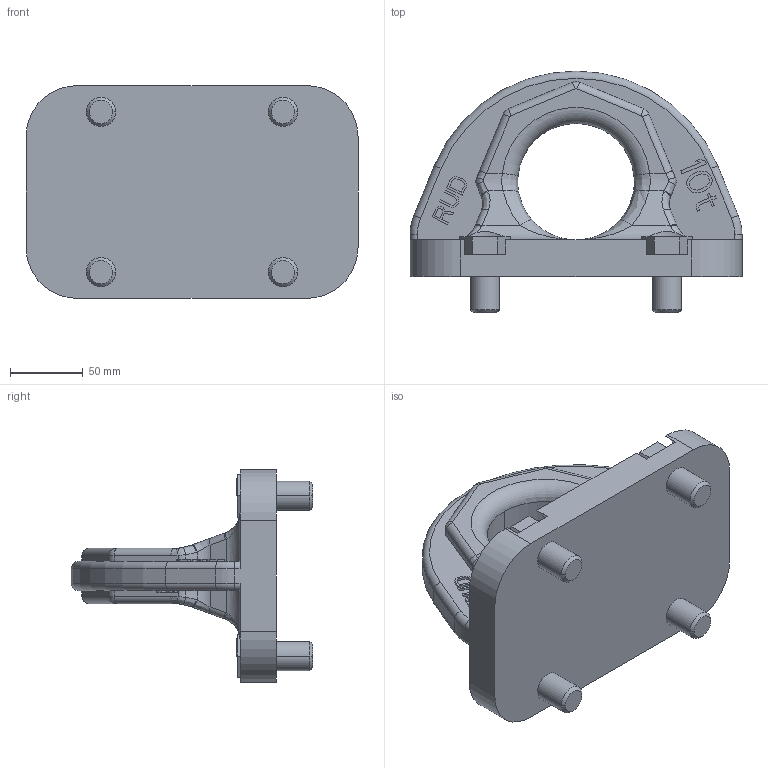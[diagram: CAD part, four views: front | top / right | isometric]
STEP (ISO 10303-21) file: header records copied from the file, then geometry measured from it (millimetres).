
FILE_DESCRIPTION((''),'2;1');
FILE_NAME('001-M35158-P-2','2019-02-22T',('anja.joas'),(''),'PRO/ENGINEER BY PARAMETRIC TECHNOLOGY CORPORATION, 2011490','PRO/ENGINEER BY PARAMETRIC TECHNOLOGY CORPORATION, 2011490','');
FILE_SCHEMA(('CONFIG_CONTROL_DESIGN'));
Length unit declared in the file: millimetre
Products named in the file (1): 001-M35158-P-2
Bounding box: 228 x 166 x 146 mm (x, y, z)
Volume: 1275572.2 mm3; surface area: 138261.2 mm2
Topology: 1 solids, 1 shells, 1208 faces, 3326 edges, 2188 vertices
Faces by surface type: plane 1070, cylinder 80, bspline 42, cone 8, torus 8
Entity records: 39096 total; most frequent: CARTESIAN_POINT 8480, ORIENTED_EDGE 6652, DIRECTION 5744, EDGE_CURVE 3326, VECTOR 3064, LINE 3064, VERTEX_POINT 2188, AXIS2_PLACEMENT_3D 1340
